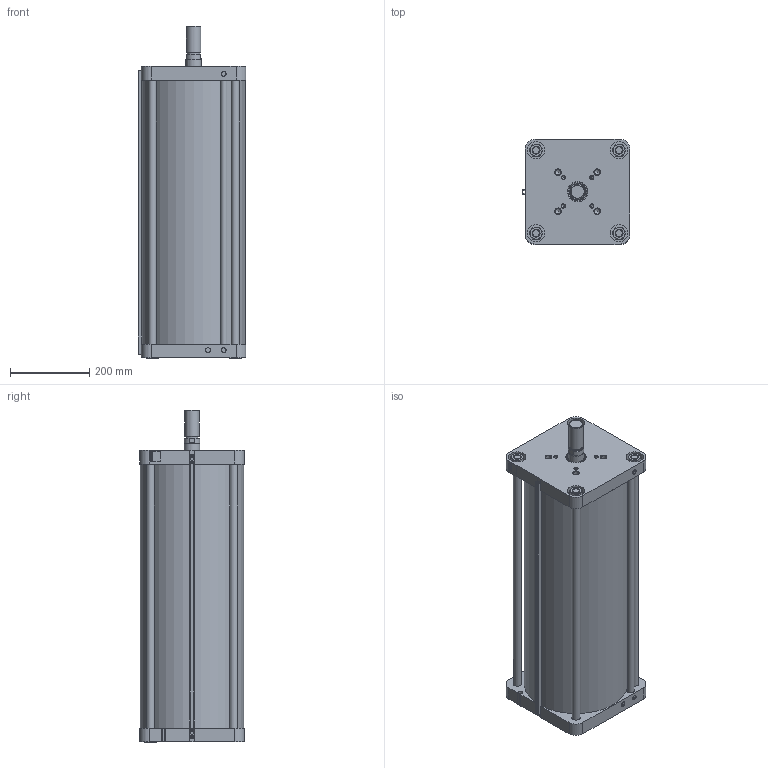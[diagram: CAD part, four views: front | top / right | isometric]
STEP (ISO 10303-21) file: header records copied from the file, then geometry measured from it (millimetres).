
FILE_DESCRIPTION(/* description */ ('HAFNER Profile cylinder LAZ'),/* implementation_level */ '2;1');
FILE_NAME(/* name */ 'HAFNER LAZ 250_600',/* time_stamp */ '2018-11-16T14:20:13+01:00',/* author */ ('Unknown'),/* organization */ ('HAFNER Pneumatik'),/* preprocessor_version */ 'ST-DEVELOPER v16.7',/* originating_system */ 'DEX',/* authorisation */ $);
FILE_SCHEMA (('AUTOMOTIVE_DESIGN {1 0 10303 214 3 1 1}'));
Length unit declared in the file: millimetre
Products named in the file (3): LAZ 250_200 nyújtható; HAFNER LAZ KS 250; HAFNER LAZ GH 250
Assembly tree (2 placements, depth 2):
  LAZ 250_200 nyújtható
    HAFNER LAZ KS 250
    HAFNER LAZ GH 250
Bounding box: 273 x 265 x 840 mm (x, y, z)
Volume: 12918767.6 mm3; surface area: 2080163.9 mm2
Topology: 30 solids, 30 shells, 751 faces, 1713 edges, 1055 vertices
Faces by surface type: plane 367, cone 230, cylinder 138, torus 12, bspline 4
Full cylindrical faces by diameter (mm): 2.459 x4, 3 x4, 4.917 x4, 5.5 x4, 8.376 x4, 8.5 x3, 9 x3, 11.8 x3, 12 x4, 12.1 x3, 13 x2, 13.835 x4, 16 x1, 16.2 x2, 16.5 x2, 17.294 x8, 18.631 x2, 19 x4, 20 x4, 21 x8, 32 x1, 36 x1, 39 x1, 40 x2, 42 x1, 44 x9, 45.4 x1, 50 x5, 60.5 x1, 240 x2
Entity records: 23892 total; most frequent: CARTESIAN_POINT 4241, DIRECTION 3131, ORIENTED_EDGE 2784, EDGE_CURVE 1392, AXIS2_PLACEMENT_3D 1244, FACE_BOUND 1108, EDGE_LOOP 1086, VERTEX_POINT 996
